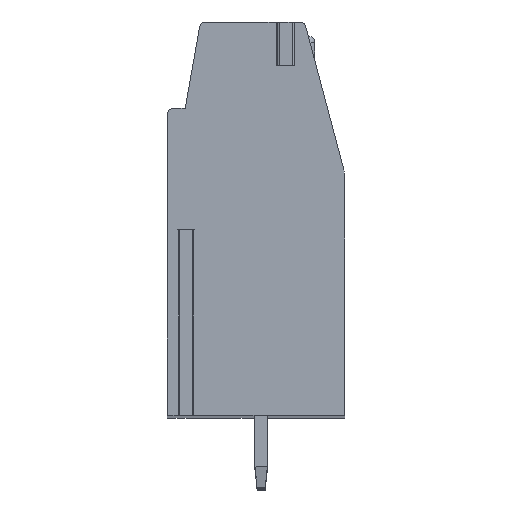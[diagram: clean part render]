
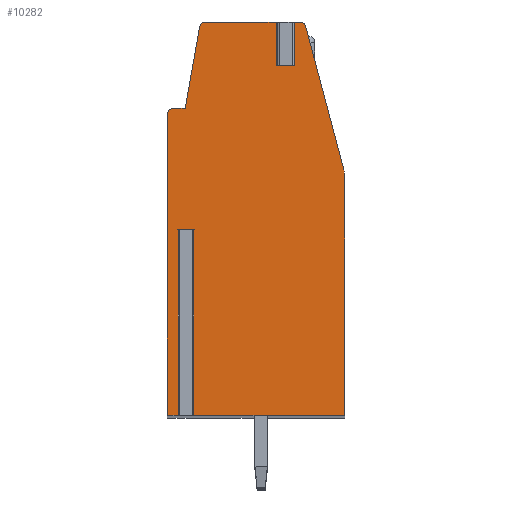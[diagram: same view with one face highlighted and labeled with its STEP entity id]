
A CAD part, top view. The second image highlights one B-rep face of the part: STEP entity #10282.
In plain terms, the highlighted planar face has unit normal (0, 0, 1).
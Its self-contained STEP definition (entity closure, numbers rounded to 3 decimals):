
#13=DIRECTION('',(-1.,0.,0.));
#14=VECTOR('',#13,0.743);
#15=CARTESIAN_POINT('',(-3.029,-0.55,78.74));
#16=LINE('',#15,#14);
#17=DIRECTION('',(0.,-1.,0.));
#18=VECTOR('',#17,9.);
#19=CARTESIAN_POINT('',(-3.771,-0.55,78.74));
#20=LINE('',#19,#18);
#21=DIRECTION('',(1.,0.,0.));
#22=VECTOR('',#21,0.529);
#23=CARTESIAN_POINT('',(-4.3,-9.55,78.74));
#24=LINE('',#23,#22);
#25=DIRECTION('',(0.,-1.,0.));
#26=VECTOR('',#25,14.6);
#27=CARTESIAN_POINT('',(-4.3,5.05,78.74));
#28=LINE('',#27,#26);
#29=CARTESIAN_POINT('',(-4.,5.05,78.74));
#30=DIRECTION('',(0.,0.,1.));
#31=DIRECTION('',(0.,1.,0.));
#32=AXIS2_PLACEMENT_3D('',#29,#30,#31);
#34=DIRECTION('',(-1.,0.,0.));
#35=VECTOR('',#34,0.558);
#36=CARTESIAN_POINT('',(-3.442,5.35,78.74));
#37=LINE('',#36,#35);
#38=DIRECTION('',(-0.174,-0.985,0.));
#39=VECTOR('',#38,4.013);
#40=CARTESIAN_POINT('',(-2.746,9.302,78.74));
#41=LINE('',#40,#39);
#42=CARTESIAN_POINT('',(-2.45,9.25,78.74));
#43=DIRECTION('',(0.,0.,1.));
#44=DIRECTION('',(0.,1.,0.));
#45=AXIS2_PLACEMENT_3D('',#42,#43,#44);
#47=DIRECTION('',(-1.,0.,0.));
#48=VECTOR('',#47,3.669);
#49=CARTESIAN_POINT('',(1.219,9.55,78.74));
#50=LINE('',#49,#48);
#51=DIRECTION('',(0.,-1.,0.));
#52=VECTOR('',#51,2.1);
#53=CARTESIAN_POINT('',(1.219,9.55,78.74));
#54=LINE('',#53,#52);
#55=DIRECTION('',(-1.,0.,0.));
#56=VECTOR('',#55,0.46);
#57=CARTESIAN_POINT('',(1.679,7.45,78.74));
#58=LINE('',#57,#56);
#59=DIRECTION('',(0.,-1.,0.));
#60=VECTOR('',#59,2.1);
#61=CARTESIAN_POINT('',(1.679,9.55,78.74));
#62=LINE('',#61,#60);
#63=DIRECTION('',(-1.,0.,0.));
#64=VECTOR('',#63,0.447);
#65=CARTESIAN_POINT('',(2.126,9.55,78.74));
#66=LINE('',#65,#64);
#67=CARTESIAN_POINT('',(2.126,9.25,78.74));
#68=DIRECTION('',(0.,0.,1.));
#69=DIRECTION('',(0.966,0.257,0.));
#70=AXIS2_PLACEMENT_3D('',#67,#68,#69);
#72=CARTESIAN_POINT('',(3.3,2.119,78.74));
#73=DIRECTION('',(0.,0.,1.));
#74=DIRECTION('',(1.,0.,0.));
#75=AXIS2_PLACEMENT_3D('',#72,#73,#74);
#77=DIRECTION('',(0.,1.,0.));
#78=VECTOR('',#77,11.669);
#79=CARTESIAN_POINT('',(4.3,-9.55,78.74));
#80=LINE('',#79,#78);
#81=DIRECTION('',(1.,0.,0.));
#82=VECTOR('',#81,7.329);
#83=CARTESIAN_POINT('',(-3.029,-9.55,78.74));
#84=LINE('',#83,#82);
#85=DIRECTION('',(0.,-1.,0.));
#86=VECTOR('',#85,9.);
#87=CARTESIAN_POINT('',(-3.029,-0.55,78.74));
#88=LINE('',#87,#86);
#507=DIRECTION('',(-0.257,0.966,0.));
#508=VECTOR('',#507,7.193);
#509=CARTESIAN_POINT('',(4.266,2.376,78.74));
#510=LINE('',#509,#508);
#8177=CARTESIAN_POINT('',(4.3,-9.55,78.74));
#8178=CARTESIAN_POINT('',(4.3,2.119,78.74));
#8179=VERTEX_POINT('',#8177);
#8180=VERTEX_POINT('',#8178);
#8181=CARTESIAN_POINT('',(4.266,2.376,78.74));
#8182=VERTEX_POINT('',#8181);
#8183=CARTESIAN_POINT('',(2.416,9.327,78.74));
#8184=CARTESIAN_POINT('',(2.126,9.55,78.74));
#8185=VERTEX_POINT('',#8183);
#8186=VERTEX_POINT('',#8184);
#8187=CARTESIAN_POINT('',(-2.45,9.55,78.74));
#8188=CARTESIAN_POINT('',(-2.746,9.302,78.74));
#8189=VERTEX_POINT('',#8187);
#8190=VERTEX_POINT('',#8188);
#8191=CARTESIAN_POINT('',(-3.442,5.35,78.74));
#8192=VERTEX_POINT('',#8191);
#8193=CARTESIAN_POINT('',(-4.,5.35,78.74));
#8194=VERTEX_POINT('',#8193);
#8195=CARTESIAN_POINT('',(-4.3,5.05,78.74));
#8196=VERTEX_POINT('',#8195);
#8197=CARTESIAN_POINT('',(-4.3,-9.55,78.74));
#8198=VERTEX_POINT('',#8197);
#8261=CARTESIAN_POINT('',(1.679,7.45,78.74));
#8262=CARTESIAN_POINT('',(1.219,7.45,78.74));
#8263=VERTEX_POINT('',#8261);
#8264=VERTEX_POINT('',#8262);
#8265=CARTESIAN_POINT('',(1.219,9.55,78.74));
#8266=VERTEX_POINT('',#8265);
#8267=CARTESIAN_POINT('',(1.679,9.55,78.74));
#8268=VERTEX_POINT('',#8267);
#8281=CARTESIAN_POINT('',(-3.029,-0.55,78.74));
#8282=CARTESIAN_POINT('',(-3.771,-0.55,78.74));
#8283=VERTEX_POINT('',#8281);
#8284=VERTEX_POINT('',#8282);
#8285=CARTESIAN_POINT('',(-3.029,-9.55,78.74));
#8286=VERTEX_POINT('',#8285);
#8287=CARTESIAN_POINT('',(-3.771,-9.55,78.74));
#8288=VERTEX_POINT('',#8287);
#10237=CARTESIAN_POINT('',(0.,0.,78.74));
#10238=DIRECTION('',(0.,0.,1.));
#10239=DIRECTION('',(1.,0.,0.));
#10240=AXIS2_PLACEMENT_3D('',#10237,#10238,#10239);
#10241=PLANE('',#10240);
#10243=ORIENTED_EDGE('',*,*,#10242,.T.);
#10245=ORIENTED_EDGE('',*,*,#10244,.T.);
#10247=ORIENTED_EDGE('',*,*,#10246,.F.);
#10249=ORIENTED_EDGE('',*,*,#10248,.F.);
#10251=ORIENTED_EDGE('',*,*,#10250,.F.);
#10253=ORIENTED_EDGE('',*,*,#10252,.F.);
#10255=ORIENTED_EDGE('',*,*,#10254,.F.);
#10257=ORIENTED_EDGE('',*,*,#10256,.F.);
#10259=ORIENTED_EDGE('',*,*,#10258,.F.);
#10261=ORIENTED_EDGE('',*,*,#10260,.T.);
#10263=ORIENTED_EDGE('',*,*,#10262,.F.);
#10265=ORIENTED_EDGE('',*,*,#10264,.F.);
#10267=ORIENTED_EDGE('',*,*,#10266,.F.);
#10269=ORIENTED_EDGE('',*,*,#10268,.F.);
#10271=ORIENTED_EDGE('',*,*,#10270,.F.);
#10273=ORIENTED_EDGE('',*,*,#10272,.F.);
#10275=ORIENTED_EDGE('',*,*,#10274,.F.);
#10277=ORIENTED_EDGE('',*,*,#10276,.F.);
#10279=ORIENTED_EDGE('',*,*,#10278,.F.);
#10280=EDGE_LOOP('',(#10243,#10245,#10247,#10249,#10251,#10253,#10255,#10257,
#10259,#10261,#10263,#10265,#10267,#10269,#10271,#10273,#10275,#10277,#10279));
#10281=FACE_OUTER_BOUND('',#10280,.F.);
#33=CIRCLE('',#32,0.3);
#46=CIRCLE('',#45,0.3);
#71=CIRCLE('',#70,0.3);
#76=CIRCLE('',#75,1.);
#10242=EDGE_CURVE('',#8283,#8284,#16,.T.);
#10244=EDGE_CURVE('',#8284,#8288,#20,.T.);
#10246=EDGE_CURVE('',#8198,#8288,#24,.T.);
#10248=EDGE_CURVE('',#8196,#8198,#28,.T.);
#10250=EDGE_CURVE('',#8194,#8196,#33,.T.);
#10252=EDGE_CURVE('',#8192,#8194,#37,.T.);
#10254=EDGE_CURVE('',#8190,#8192,#41,.T.);
#10256=EDGE_CURVE('',#8189,#8190,#46,.T.);
#10258=EDGE_CURVE('',#8266,#8189,#50,.T.);
#10260=EDGE_CURVE('',#8266,#8264,#54,.T.);
#10262=EDGE_CURVE('',#8263,#8264,#58,.T.);
#10264=EDGE_CURVE('',#8268,#8263,#62,.T.);
#10266=EDGE_CURVE('',#8186,#8268,#66,.T.);
#10268=EDGE_CURVE('',#8185,#8186,#71,.T.);
#10270=EDGE_CURVE('',#8182,#8185,#510,.T.);
#10272=EDGE_CURVE('',#8180,#8182,#76,.T.);
#10274=EDGE_CURVE('',#8179,#8180,#80,.T.);
#10276=EDGE_CURVE('',#8286,#8179,#84,.T.);
#10278=EDGE_CURVE('',#8283,#8286,#88,.T.);
#10282=ADVANCED_FACE('',(#10281),#10241,.T.);
